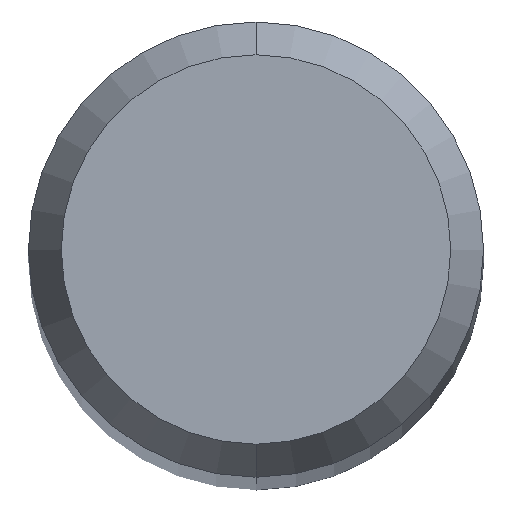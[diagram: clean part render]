
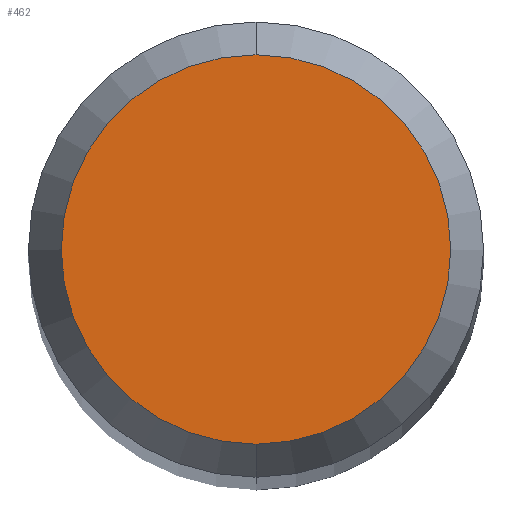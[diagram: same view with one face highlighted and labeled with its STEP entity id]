
A CAD part, top view. The second image highlights one B-rep face of the part: STEP entity #462.
In plain terms, the highlighted planar face has unit normal (0, 0, 1).
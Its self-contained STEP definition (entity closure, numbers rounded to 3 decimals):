
#346=EDGE_CURVE('',#418,#402,#713,.T.);
#386=EDGE_CURVE('',#402,#418,#759,.T.);
#402=VERTEX_POINT('',#776);
#418=VERTEX_POINT('',#792);
#462=ADVANCED_FACE('',(#839),#840,.T.);
#713=CIRCLE('',#1221,1.358);
#759=CIRCLE('',#1284,1.358);
#776=CARTESIAN_POINT('',(0.,-1.358,0.0));
#792=CARTESIAN_POINT('',(0.0,1.358,0.0));
#839=FACE_OUTER_BOUND('',#1472,.T.);
#840=PLANE('',#1473);
#1221=AXIS2_PLACEMENT_3D('',#1828,#1829,#1830);
#1284=AXIS2_PLACEMENT_3D('',#1894,#1895,#1896);
#1472=EDGE_LOOP('',(#1963,#1964));
#1473=AXIS2_PLACEMENT_3D('',#1965,#1966,#1967);
#1828=CARTESIAN_POINT('',(0.0,0.0,0.0));
#1829=DIRECTION('',(0.0,0.0,-1.0));
#1830=DIRECTION('',(0.0,1.0,0.0));
#1894=CARTESIAN_POINT('',(0.0,0.0,0.0));
#1895=DIRECTION('',(0.0,0.0,-1.0));
#1896=DIRECTION('',(0.0,1.0,0.0));
#1963=ORIENTED_EDGE('',*,*,#346,.F.);
#1964=ORIENTED_EDGE('',*,*,#386,.F.);
#1965=CARTESIAN_POINT('',(0.0,0.679,0.0));
#1966=DIRECTION('',(-0.0,0.0,1.0));
#1967=DIRECTION('',(0.0,-1.0,0.0));
